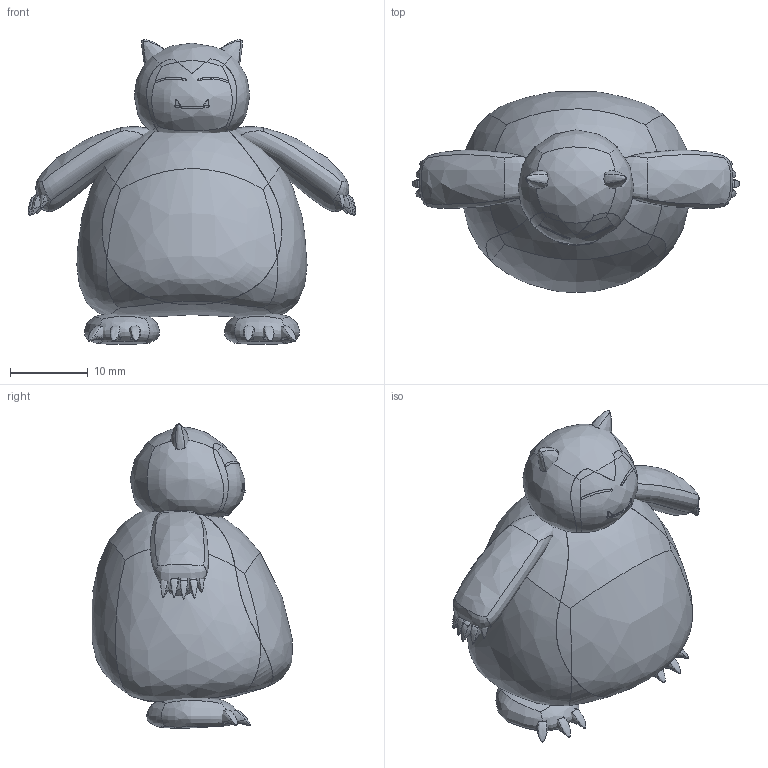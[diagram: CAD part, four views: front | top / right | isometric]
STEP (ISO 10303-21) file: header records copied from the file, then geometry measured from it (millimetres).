
FILE_DESCRIPTION(('FreeCAD Model'),'2;1');
FILE_NAME('Open CASCADE Shape Model','2025-05-03T20:50:50',('FreeCAD'),( 'FreeCAD'),'Open CASCADE STEP processor 7.6','FreeCAD','Unknown');
FILE_SCHEMA(('AUTOMOTIVE_DESIGN { 1 0 10303 214 1 1 1 1 }'));
Products named in the file (1): Open CASCADE STEP translator 7.6 1
Bounding box: 42.13 x 25.88 x 39.28 mm (x, y, z)
Volume: 14183 mm3; surface area: 7122.8 mm2
Topology: 31 solids, 31 shells, 206 faces, 432 edges, 288 vertices
Faces by surface type: bspline 206
Entity records: 40840 total; most frequent: CARTESIAN_POINT 37923, ORIENTED_EDGE 864, EDGE_CURVE 432, B_SPLINE_CURVE_WITH_KNOTS 432, VERTEX_POINT 288, ADVANCED_FACE 206, FACE_BOUND 206, EDGE_LOOP 206
